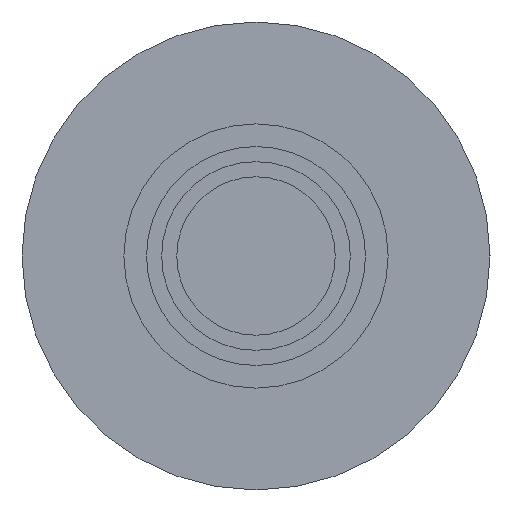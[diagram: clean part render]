
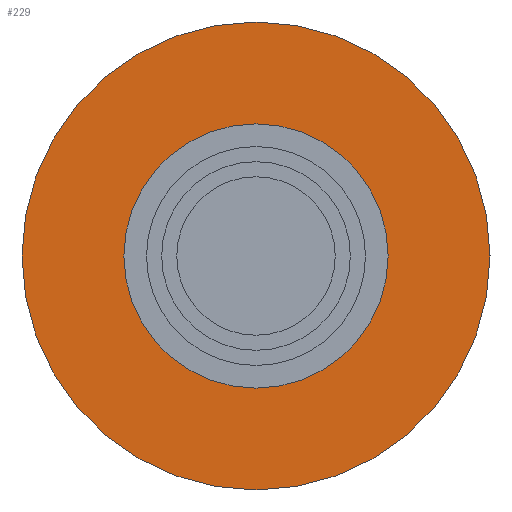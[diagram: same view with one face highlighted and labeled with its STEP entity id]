
A CAD part, left-side view. The second image highlights one B-rep face of the part: STEP entity #229.
In plain terms, the highlighted planar face has unit normal (-1, 0, 0).
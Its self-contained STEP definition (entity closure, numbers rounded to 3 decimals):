
#189=CARTESIAN_POINT('',(-58.,-0.,-15.5));
#190=VERTEX_POINT('',#189);
#197=CARTESIAN_POINT('',(-58.,0.,0.));
#198=DIRECTION('',(1.,0.,0.));
#199=DIRECTION('',(0.,0.,-1.));
#200=AXIS2_PLACEMENT_3D('',#197,#198,#199);
#201=CIRCLE('',#200,15.5);
#202=EDGE_CURVE('',#190,#190,#201,.T.);
#210=CARTESIAN_POINT('',(-58.,0.,15.5));
#211=DIRECTION('',(-1.,0.,0.));
#212=DIRECTION('',(0.,0.,1.));
#213=AXIS2_PLACEMENT_3D('',#210,#211,#212);
#214=PLANE('',#213);
#215=CARTESIAN_POINT('',(-58.,-0.,-8.75));
#216=VERTEX_POINT('',#215);
#217=CARTESIAN_POINT('',(-58.,0.,0.));
#218=DIRECTION('',(1.,0.,0.));
#219=DIRECTION('',(0.,0.,-1.));
#220=AXIS2_PLACEMENT_3D('',#217,#218,#219);
#221=CIRCLE('',#220,8.75);
#222=EDGE_CURVE('',#216,#216,#221,.T.);
#223=ORIENTED_EDGE('',*,*,#222,.T.);
#224=EDGE_LOOP('',(#223));
#225=FACE_BOUND('',#224,.T.);
#226=ORIENTED_EDGE('',*,*,#202,.F.);
#227=EDGE_LOOP('',(#226));
#228=FACE_BOUND('',#227,.T.);
#229=ADVANCED_FACE('',(#225,#228),#214,.T.);
